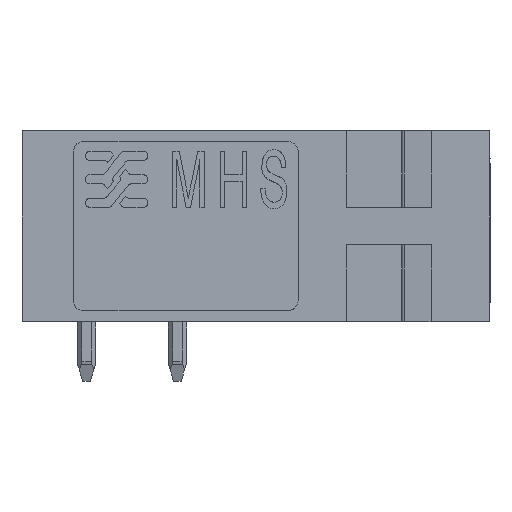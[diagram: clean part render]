
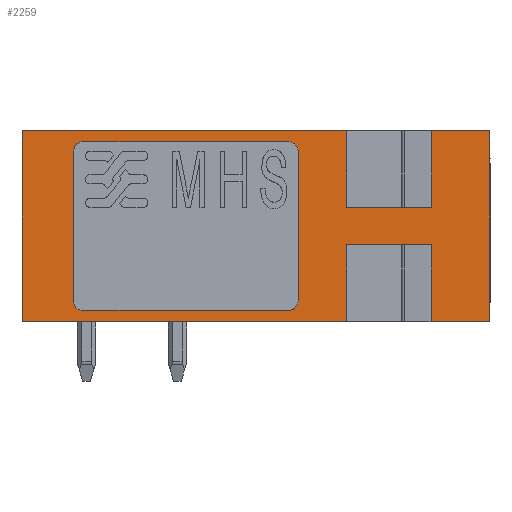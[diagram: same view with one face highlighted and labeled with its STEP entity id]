
A CAD part, left-side view. The second image highlights one B-rep face of the part: STEP entity #2259.
In plain terms, the highlighted planar face has unit normal (-1, 0, 0).
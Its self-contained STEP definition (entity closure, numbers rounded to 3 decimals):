
#2126=AXIS2_PLACEMENT_3D('Plane Axis2P3D',#2123,#2124,#2125) ;
#40=CARTESIAN_POINT('Vertex',(0.,0.,3.2)) ;
#56=CARTESIAN_POINT('Vertex',(0.,0.,13.4)) ;
#59=CARTESIAN_POINT('Line Origine',(0.,0.,8.3)) ;
#1102=CARTESIAN_POINT('Line Origine',(0.,1.575,3.2)) ;
#1106=CARTESIAN_POINT('Vertex',(0.,3.15,3.2)) ;
#1141=CARTESIAN_POINT('Vertex',(0.,7.65,3.2)) ;
#1144=CARTESIAN_POINT('Line Origine',(0.,16.325,3.2)) ;
#1148=CARTESIAN_POINT('Vertex',(0.,25.,3.2)) ;
#1874=CARTESIAN_POINT('Vertex',(0.,25.,13.4)) ;
#1877=CARTESIAN_POINT('Line Origine',(0.,16.325,13.4)) ;
#1881=CARTESIAN_POINT('Vertex',(0.,7.65,13.4)) ;
#1916=CARTESIAN_POINT('Vertex',(0.,3.15,13.4)) ;
#1919=CARTESIAN_POINT('Line Origine',(0.,1.575,13.4)) ;
#2123=CARTESIAN_POINT('Axis2P3D Location',(0.,0.,8.3)) ;
#2128=CARTESIAN_POINT('Line Origine',(0.,3.15,8.3)) ;
#2132=CARTESIAN_POINT('Vertex',(0.,3.15,9.3)) ;
#2135=CARTESIAN_POINT('Line Origine',(0.,12.5,9.3)) ;
#2139=CARTESIAN_POINT('Vertex',(0.,7.65,9.3)) ;
#2142=CARTESIAN_POINT('Line Origine',(0.,7.65,8.3)) ;
#2147=CARTESIAN_POINT('Line Origine',(0.,25.,8.3)) ;
#2152=CARTESIAN_POINT('Line Origine',(0.,7.65,8.3)) ;
#2156=CARTESIAN_POINT('Vertex',(0.,7.65,7.3)) ;
#2159=CARTESIAN_POINT('Line Origine',(0.,12.5,7.3)) ;
#2163=CARTESIAN_POINT('Vertex',(0.,3.15,7.3)) ;
#2166=CARTESIAN_POINT('Line Origine',(0.,3.15,8.3)) ;
#2186=CARTESIAN_POINT('Control Point',(0.,22.25,12.3)) ;
#2187=CARTESIAN_POINT('Control Point',(0.,22.25,12.496)) ;
#2188=CARTESIAN_POINT('Control Point',(0.,22.145,12.695)) ;
#2189=CARTESIAN_POINT('Control Point',(0.,21.946,12.8)) ;
#2190=CARTESIAN_POINT('Control Point',(0.,21.75,12.8)) ;
#2191=CARTESIAN_POINT('Vertex',(0.,22.25,12.3)) ;
#2193=CARTESIAN_POINT('Vertex',(0.,21.75,12.8)) ;
#2196=CARTESIAN_POINT('Line Origine',(0.,12.5,12.8)) ;
#2200=CARTESIAN_POINT('Vertex',(0.,10.75,12.8)) ;
#2204=CARTESIAN_POINT('Control Point',(0.,10.75,12.8)) ;
#2205=CARTESIAN_POINT('Control Point',(0.,10.554,12.8)) ;
#2206=CARTESIAN_POINT('Control Point',(0.,10.355,12.695)) ;
#2207=CARTESIAN_POINT('Control Point',(0.,10.25,12.496)) ;
#2208=CARTESIAN_POINT('Control Point',(0.,10.25,12.3)) ;
#2209=CARTESIAN_POINT('Vertex',(0.,10.25,12.3)) ;
#2212=CARTESIAN_POINT('Line Origine',(0.,10.25,8.3)) ;
#2216=CARTESIAN_POINT('Vertex',(0.,10.25,4.3)) ;
#2220=CARTESIAN_POINT('Control Point',(0.,10.25,4.3)) ;
#2221=CARTESIAN_POINT('Control Point',(0.,10.25,4.104)) ;
#2222=CARTESIAN_POINT('Control Point',(0.,10.355,3.905)) ;
#2223=CARTESIAN_POINT('Control Point',(0.,10.554,3.8)) ;
#2224=CARTESIAN_POINT('Control Point',(0.,10.75,3.8)) ;
#2225=CARTESIAN_POINT('Vertex',(0.,10.75,3.8)) ;
#2228=CARTESIAN_POINT('Line Origine',(0.,12.5,3.8)) ;
#2232=CARTESIAN_POINT('Vertex',(0.,21.75,3.8)) ;
#2236=CARTESIAN_POINT('Control Point',(0.,21.75,3.8)) ;
#2237=CARTESIAN_POINT('Control Point',(0.,21.946,3.8)) ;
#2238=CARTESIAN_POINT('Control Point',(0.,22.145,3.905)) ;
#2239=CARTESIAN_POINT('Control Point',(0.,22.25,4.104)) ;
#2240=CARTESIAN_POINT('Control Point',(0.,22.25,4.3)) ;
#2241=CARTESIAN_POINT('Vertex',(0.,22.25,4.3)) ;
#2244=CARTESIAN_POINT('Line Origine',(0.,22.25,8.3)) ;
#60=DIRECTION('Vector Direction',(0.,0.,-1.)) ;
#1103=DIRECTION('Vector Direction',(0.,-1.,0.)) ;
#1145=DIRECTION('Vector Direction',(0.,-1.,0.)) ;
#1878=DIRECTION('Vector Direction',(0.,1.,0.)) ;
#1920=DIRECTION('Vector Direction',(0.,1.,0.)) ;
#2124=DIRECTION('Axis2P3D Direction',(1.,0.,0.)) ;
#2125=DIRECTION('Axis2P3D XDirection',(0.,1.,0.)) ;
#2129=DIRECTION('Vector Direction',(0.,0.,1.)) ;
#2136=DIRECTION('Vector Direction',(0.,1.,0.)) ;
#2143=DIRECTION('Vector Direction',(0.,0.,1.)) ;
#2148=DIRECTION('Vector Direction',(0.,0.,1.)) ;
#2153=DIRECTION('Vector Direction',(0.,0.,1.)) ;
#2160=DIRECTION('Vector Direction',(0.,1.,0.)) ;
#2167=DIRECTION('Vector Direction',(0.,0.,1.)) ;
#2197=DIRECTION('Vector Direction',(0.,1.,0.)) ;
#2213=DIRECTION('Vector Direction',(0.,0.,1.)) ;
#2229=DIRECTION('Vector Direction',(0.,1.,0.)) ;
#2245=DIRECTION('Vector Direction',(0.,0.,1.)) ;
#61=VECTOR('Line Direction',#60,1.) ;
#1104=VECTOR('Line Direction',#1103,1.) ;
#1146=VECTOR('Line Direction',#1145,1.) ;
#1879=VECTOR('Line Direction',#1878,1.) ;
#1921=VECTOR('Line Direction',#1920,1.) ;
#2130=VECTOR('Line Direction',#2129,1.) ;
#2137=VECTOR('Line Direction',#2136,1.) ;
#2144=VECTOR('Line Direction',#2143,1.) ;
#2149=VECTOR('Line Direction',#2148,1.) ;
#2154=VECTOR('Line Direction',#2153,1.) ;
#2161=VECTOR('Line Direction',#2160,1.) ;
#2168=VECTOR('Line Direction',#2167,1.) ;
#2198=VECTOR('Line Direction',#2197,1.) ;
#2214=VECTOR('Line Direction',#2213,1.) ;
#2230=VECTOR('Line Direction',#2229,1.) ;
#2246=VECTOR('Line Direction',#2245,1.) ;
#2172=ORIENTED_EDGE('',*,*,#2134,.F.) ;
#2173=ORIENTED_EDGE('',*,*,#2141,.F.) ;
#2174=ORIENTED_EDGE('',*,*,#2146,.T.) ;
#2175=ORIENTED_EDGE('',*,*,#1883,.T.) ;
#2176=ORIENTED_EDGE('',*,*,#2151,.F.) ;
#2177=ORIENTED_EDGE('',*,*,#1150,.T.) ;
#2178=ORIENTED_EDGE('',*,*,#2158,.F.) ;
#2179=ORIENTED_EDGE('',*,*,#2165,.T.) ;
#2180=ORIENTED_EDGE('',*,*,#2170,.T.) ;
#2181=ORIENTED_EDGE('',*,*,#1108,.T.) ;
#2182=ORIENTED_EDGE('',*,*,#63,.F.) ;
#2183=ORIENTED_EDGE('',*,*,#1923,.T.) ;
#2250=ORIENTED_EDGE('',*,*,#2195,.T.) ;
#2251=ORIENTED_EDGE('',*,*,#2202,.T.) ;
#2252=ORIENTED_EDGE('',*,*,#2211,.T.) ;
#2253=ORIENTED_EDGE('',*,*,#2218,.T.) ;
#2254=ORIENTED_EDGE('',*,*,#2227,.T.) ;
#2255=ORIENTED_EDGE('',*,*,#2234,.T.) ;
#2256=ORIENTED_EDGE('',*,*,#2243,.T.) ;
#2257=ORIENTED_EDGE('',*,*,#2248,.T.) ;
#2258=FACE_BOUND('',#2249,.T.) ;
#2259=ADVANCED_FACE('model',(#2184,#2258),#2127,.F.) ;
#2185=B_SPLINE_CURVE_WITH_KNOTS('',4,(#2186,#2187,#2188,#2189,#2190),.UNSPECIFIED.,.F.,.U.,(5,5),(0.,0.785),.UNSPECIFIED.) ;
#2203=B_SPLINE_CURVE_WITH_KNOTS('',4,(#2204,#2205,#2206,#2207,#2208),.UNSPECIFIED.,.F.,.U.,(5,5),(0.785,1.571),.UNSPECIFIED.) ;
#2219=B_SPLINE_CURVE_WITH_KNOTS('',4,(#2220,#2221,#2222,#2223,#2224),.UNSPECIFIED.,.F.,.U.,(5,5),(1.571,2.356),.UNSPECIFIED.) ;
#2235=B_SPLINE_CURVE_WITH_KNOTS('',4,(#2236,#2237,#2238,#2239,#2240),.UNSPECIFIED.,.F.,.U.,(5,5),(2.356,3.142),.UNSPECIFIED.) ;
#63=EDGE_CURVE('',#57,#41,#62,.T.) ;
#1108=EDGE_CURVE('',#1107,#41,#1105,.T.) ;
#1150=EDGE_CURVE('',#1149,#1142,#1147,.T.) ;
#1883=EDGE_CURVE('',#1882,#1875,#1880,.T.) ;
#1923=EDGE_CURVE('',#57,#1917,#1922,.T.) ;
#2134=EDGE_CURVE('',#2133,#1917,#2131,.T.) ;
#2141=EDGE_CURVE('',#2140,#2133,#2138,.F.) ;
#2146=EDGE_CURVE('',#2140,#1882,#2145,.T.) ;
#2151=EDGE_CURVE('',#1149,#1875,#2150,.T.) ;
#2158=EDGE_CURVE('',#2157,#1142,#2155,.F.) ;
#2165=EDGE_CURVE('',#2157,#2164,#2162,.F.) ;
#2170=EDGE_CURVE('',#2164,#1107,#2169,.F.) ;
#2195=EDGE_CURVE('',#2192,#2194,#2185,.T.) ;
#2202=EDGE_CURVE('',#2194,#2201,#2199,.F.) ;
#2211=EDGE_CURVE('',#2201,#2210,#2203,.T.) ;
#2218=EDGE_CURVE('',#2210,#2217,#2215,.F.) ;
#2227=EDGE_CURVE('',#2217,#2226,#2219,.T.) ;
#2234=EDGE_CURVE('',#2226,#2233,#2231,.T.) ;
#2243=EDGE_CURVE('',#2233,#2242,#2235,.T.) ;
#2248=EDGE_CURVE('',#2242,#2192,#2247,.T.) ;
#2171=EDGE_LOOP('',(#2172,#2173,#2174,#2175,#2176,#2177,#2178,#2179,#2180,#2181,#2182,#2183)) ;
#2249=EDGE_LOOP('',(#2250,#2251,#2252,#2253,#2254,#2255,#2256,#2257)) ;
#2184=FACE_OUTER_BOUND('',#2171,.T.) ;
#62=LINE('Line',#59,#61) ;
#1105=LINE('Line',#1102,#1104) ;
#1147=LINE('Line',#1144,#1146) ;
#1880=LINE('Line',#1877,#1879) ;
#1922=LINE('Line',#1919,#1921) ;
#2131=LINE('Line',#2128,#2130) ;
#2138=LINE('Line',#2135,#2137) ;
#2145=LINE('Line',#2142,#2144) ;
#2150=LINE('Line',#2147,#2149) ;
#2155=LINE('Line',#2152,#2154) ;
#2162=LINE('Line',#2159,#2161) ;
#2169=LINE('Line',#2166,#2168) ;
#2199=LINE('Line',#2196,#2198) ;
#2215=LINE('Line',#2212,#2214) ;
#2231=LINE('Line',#2228,#2230) ;
#2247=LINE('Line',#2244,#2246) ;
#2127=PLANE('',#2126) ;
#41=VERTEX_POINT('',#40) ;
#57=VERTEX_POINT('',#56) ;
#1107=VERTEX_POINT('',#1106) ;
#1142=VERTEX_POINT('',#1141) ;
#1149=VERTEX_POINT('',#1148) ;
#1875=VERTEX_POINT('',#1874) ;
#1882=VERTEX_POINT('',#1881) ;
#1917=VERTEX_POINT('',#1916) ;
#2133=VERTEX_POINT('',#2132) ;
#2140=VERTEX_POINT('',#2139) ;
#2157=VERTEX_POINT('',#2156) ;
#2164=VERTEX_POINT('',#2163) ;
#2192=VERTEX_POINT('',#2191) ;
#2194=VERTEX_POINT('',#2193) ;
#2201=VERTEX_POINT('',#2200) ;
#2210=VERTEX_POINT('',#2209) ;
#2217=VERTEX_POINT('',#2216) ;
#2226=VERTEX_POINT('',#2225) ;
#2233=VERTEX_POINT('',#2232) ;
#2242=VERTEX_POINT('',#2241) ;
